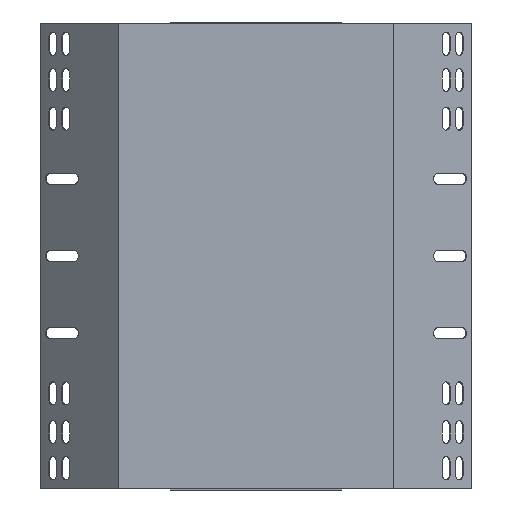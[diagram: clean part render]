
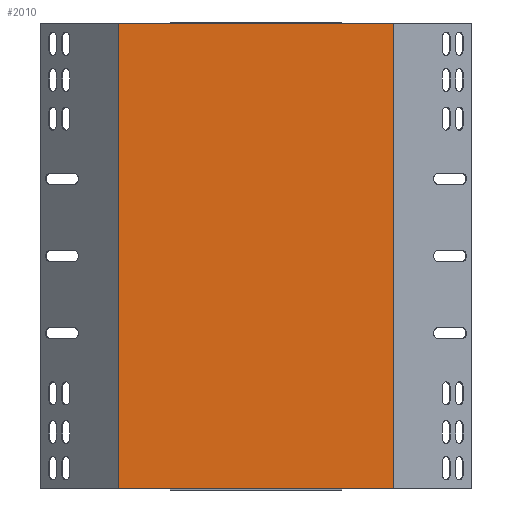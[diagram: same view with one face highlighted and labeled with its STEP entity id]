
A CAD part, front view. The second image highlights one B-rep face of the part: STEP entity #2010.
In plain terms, the highlighted planar face has unit normal (0, -1, 0).
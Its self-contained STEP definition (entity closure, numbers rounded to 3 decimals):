
#786 = CARTESIAN_POINT ( 'NONE',  ( -110.949, -23.927, -175.8 ) ) ;
#873 = CARTESIAN_POINT ( 'NONE',  ( -110.949, -23.927, 125.8 ) ) ;
#1234 = VECTOR ( 'NONE', #1949, 1000. ) ;
#1636 = LINE ( 'NONE', #2459, #1234 ) ;
#1949 = DIRECTION ( 'NONE',  ( 0., 0., 1. ) ) ;
#2010 = ADVANCED_FACE ( 'NONE', ( #7323 ), #2364, .F. ) ;
#2131 = DIRECTION ( 'NONE',  ( 0., 1., 0. ) ) ;
#2270 = DIRECTION ( 'NONE',  ( 0., 0., 1. ) ) ;
#2364 = PLANE ( 'NONE',  #8402 ) ;
#2459 = CARTESIAN_POINT ( 'NONE',  ( 66.713, -23.927, -175.612 ) ) ;
#2476 = CARTESIAN_POINT ( 'NONE',  ( -110.618, -23.927, 125. ) ) ;
#2615 = LINE ( 'NONE', #4809, #6004 ) ;
#2662 = VERTEX_POINT ( 'NONE', #8173 ) ;
#2867 = VECTOR ( 'NONE', #5400, 1000. ) ;
#2899 = LINE ( 'NONE', #5536, #2867 ) ;
#3002 = VERTEX_POINT ( 'NONE', #7523 ) ;
#3055 = EDGE_CURVE ( 'NONE', #3977, #3002, #6250, .T. ) ;
#3977 = VERTEX_POINT ( 'NONE', #786 ) ;
#4363 = EDGE_CURVE ( 'NONE', #3977, #8662, #2899, .T. ) ;
#4718 = DIRECTION ( 'NONE',  ( 1., 0., 0. ) ) ;
#4809 = CARTESIAN_POINT ( 'NONE',  ( -111.853, -23.927, 125.8 ) ) ;
#5142 = EDGE_LOOP ( 'NONE', ( #7252, #7285, #7292, #7301 ) ) ;
#5400 = DIRECTION ( 'NONE',  ( 0., 0., 1. ) ) ;
#5536 = CARTESIAN_POINT ( 'NONE',  ( -110.949, -23.927, -175.612 ) ) ;
#6004 = VECTOR ( 'NONE', #4718, 1000. ) ;
#6092 = VECTOR ( 'NONE', #7280, 1000. ) ;
#6240 = EDGE_CURVE ( 'NONE', #8662, #2662, #2615, .T. ) ;
#6250 = LINE ( 'NONE', #7265, #6092 ) ;
#6348 = EDGE_CURVE ( 'NONE', #3002, #2662, #1636, .T. ) ;
#7252 = ORIENTED_EDGE ( 'NONE', *, *, #3055, .T. ) ;
#7265 = CARTESIAN_POINT ( 'NONE',  ( -111.853, -23.927, -175.8 ) ) ;
#7280 = DIRECTION ( 'NONE',  ( 1., 0., 0. ) ) ;
#7285 = ORIENTED_EDGE ( 'NONE', *, *, #6348, .T. ) ;
#7292 = ORIENTED_EDGE ( 'NONE', *, *, #6240, .F. ) ;
#7301 = ORIENTED_EDGE ( 'NONE', *, *, #4363, .F. ) ;
#7323 = FACE_OUTER_BOUND ( 'NONE', #5142, .T. ) ;
#7523 = CARTESIAN_POINT ( 'NONE',  ( 66.713, -23.927, -175.8 ) ) ;
#8173 = CARTESIAN_POINT ( 'NONE',  ( 66.713, -23.927, 125.8 ) ) ;
#8402 = AXIS2_PLACEMENT_3D ( 'NONE', #2476, #2131, #2270 ) ;
#8662 = VERTEX_POINT ( 'NONE', #873 ) ;
